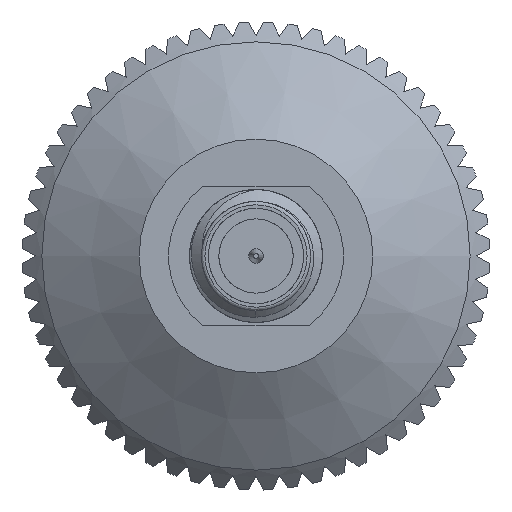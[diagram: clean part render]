
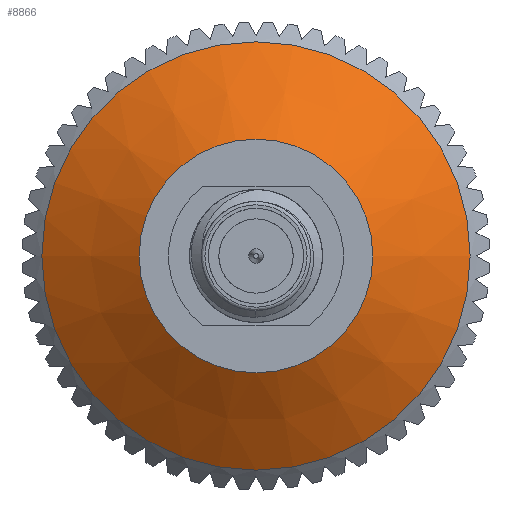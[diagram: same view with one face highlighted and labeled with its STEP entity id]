
A CAD part, left-side view. The second image highlights one B-rep face of the part: STEP entity #8866.
In plain terms, the highlighted conical face has half-angle 55.596 degrees and reference radius 7.772 mm.
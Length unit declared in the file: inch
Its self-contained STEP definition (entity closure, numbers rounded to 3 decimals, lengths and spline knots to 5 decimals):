
#567 = FACE_OUTER_BOUND ( 'NONE', #2223, .T. ) ;
#1431 = ORIENTED_EDGE ( 'NONE', *, *, #1734, .F. ) ;
#1456 = EDGE_CURVE ( 'NONE', #3567, #3567, #7173, .T. ) ;
#1532 = DIRECTION ( 'NONE',  ( 0., 0., -1. ) ) ;
#1573 = EDGE_LOOP ( 'NONE', ( #1431 ) ) ;
#1734 = EDGE_CURVE ( 'NONE', #6908, #6908, #6753, .T. ) ;
#2223 = EDGE_LOOP ( 'NONE', ( #10109 ) ) ;
#2739 = AXIS2_PLACEMENT_3D ( 'NONE', #3676, #8242, #6491 ) ;
#3147 = CARTESIAN_POINT ( 'NONE',  ( 0.31028, 0., 0.16693 ) ) ;
#3154 = DIRECTION ( 'NONE',  ( -1., 0., 0. ) ) ;
#3567 = VERTEX_POINT ( 'NONE', #9429 ) ;
#3676 = CARTESIAN_POINT ( 'NONE',  ( 0.31028, 0., 0. ) ) ;
#4456 = AXIS2_PLACEMENT_3D ( 'NONE', #6866, #7522, #1532 ) ;
#4989 = CONICAL_SURFACE ( 'NONE', #4456, 0.30598, 0.97 ) ;
#5787 = CARTESIAN_POINT ( 'NONE',  ( 0.40551, 0., 0. ) ) ;
#5818 = DIRECTION ( 'NONE',  ( 0., -1., 0. ) ) ;
#6491 = DIRECTION ( 'NONE',  ( 0., 0., 1. ) ) ;
#6753 = CIRCLE ( 'NONE', #2739, 0.16693 ) ;
#6866 = CARTESIAN_POINT ( 'NONE',  ( 0.40551, 0., 0. ) ) ;
#6908 = VERTEX_POINT ( 'NONE', #3147 ) ;
#7173 = CIRCLE ( 'NONE', #7636, 0.30598 ) ;
#7522 = DIRECTION ( 'NONE',  ( 1., 0., 0. ) ) ;
#7636 = AXIS2_PLACEMENT_3D ( 'NONE', #5787, #3154, #5818 ) ;
#8242 = DIRECTION ( 'NONE',  ( -1., 0., 0. ) ) ;
#8866 = ADVANCED_FACE ( 'NONE', ( #10726, #567 ), #4989, .T. ) ;
#9429 = CARTESIAN_POINT ( 'NONE',  ( 0.40551, -0.30598, 0. ) ) ;
#10109 = ORIENTED_EDGE ( 'NONE', *, *, #1456, .T. ) ;
#10726 = FACE_BOUND ( 'NONE', #1573, .T. ) ;
